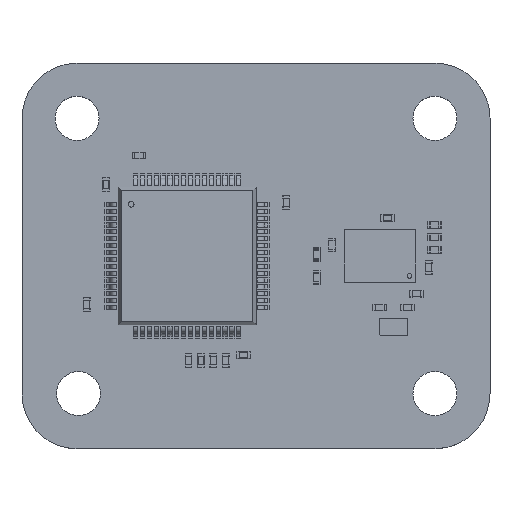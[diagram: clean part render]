
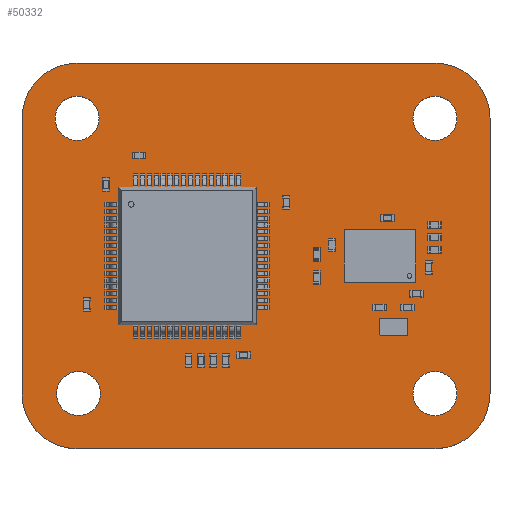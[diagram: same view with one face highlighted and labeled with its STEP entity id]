
A CAD part, top view. The second image highlights one B-rep face of the part: STEP entity #50332.
In plain terms, the highlighted planar face has unit normal (0, 0, 1).
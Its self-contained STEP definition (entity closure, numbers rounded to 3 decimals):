
#50107 = VERTEX_POINT('',#50108);
#50108 = CARTESIAN_POINT('',(161.5,-75.25,1.651));
#50114 = EDGE_CURVE('',#50107,#50115,#50117,.T.);
#50115 = VERTEX_POINT('',#50116);
#50116 = CARTESIAN_POINT('',(165.498,-79.054,1.651));
#50117 = CIRCLE('',#50118,3.998);
#50118 = AXIS2_PLACEMENT_3D('',#50119,#50120,#50121);
#50119 = CARTESIAN_POINT('',(161.504,-79.248,1.651));
#50120 = DIRECTION('',(0.,0.,-1.));
#50121 = DIRECTION('',(-0.001,1.,0.));
#50149 = VERTEX_POINT('',#50150);
#50150 = CARTESIAN_POINT('',(135.5,-75.25,1.651));
#50156 = EDGE_CURVE('',#50149,#50107,#50157,.T.);
#50157 = LINE('',#50158,#50159);
#50158 = CARTESIAN_POINT('',(135.5,-75.25,1.651));
#50159 = VECTOR('',#50160,1.);
#50160 = DIRECTION('',(1.,0.,0.));
#50178 = EDGE_CURVE('',#50115,#50179,#50181,.T.);
#50179 = VERTEX_POINT('',#50180);
#50180 = CARTESIAN_POINT('',(165.5,-79.25,1.651));
#50181 = LINE('',#50182,#50183);
#50182 = CARTESIAN_POINT('',(165.498,-79.054,1.651));
#50183 = VECTOR('',#50184,1.);
#50184 = DIRECTION('',(0.012,-1.,0.));
#50332 = ADVANCED_FACE('',(#50333,#50411,#50422,#50433,#50444),#50455,
  .T.);
#50333 = FACE_BOUND('',#50334,.T.);
#50334 = EDGE_LOOP('',(#50335,#50336,#50337,#50345,#50354,#50362,#50370,
    #50379,#50387,#50395,#50404,#50410));
#50335 = ORIENTED_EDGE('',*,*,#50114,.F.);
#50336 = ORIENTED_EDGE('',*,*,#50156,.F.);
#50337 = ORIENTED_EDGE('',*,*,#50338,.F.);
#50338 = EDGE_CURVE('',#50339,#50149,#50341,.T.);
#50339 = VERTEX_POINT('',#50340);
#50340 = CARTESIAN_POINT('',(135.304,-75.252,1.651));
#50341 = LINE('',#50342,#50343);
#50342 = CARTESIAN_POINT('',(135.304,-75.252,1.651));
#50343 = VECTOR('',#50344,1.);
#50344 = DIRECTION('',(1.,0.012,0.));
#50345 = ORIENTED_EDGE('',*,*,#50346,.F.);
#50346 = EDGE_CURVE('',#50347,#50339,#50349,.T.);
#50347 = VERTEX_POINT('',#50348);
#50348 = CARTESIAN_POINT('',(131.5,-79.25,1.651));
#50349 = CIRCLE('',#50350,3.998);
#50350 = AXIS2_PLACEMENT_3D('',#50351,#50352,#50353);
#50351 = CARTESIAN_POINT('',(135.498,-79.246,1.651));
#50352 = DIRECTION('',(0.,0.,-1.));
#50353 = DIRECTION('',(-1.,-0.001,-0.));
#50354 = ORIENTED_EDGE('',*,*,#50355,.F.);
#50355 = EDGE_CURVE('',#50356,#50347,#50358,.T.);
#50356 = VERTEX_POINT('',#50357);
#50357 = CARTESIAN_POINT('',(131.5,-99.25,1.651));
#50358 = LINE('',#50359,#50360);
#50359 = CARTESIAN_POINT('',(131.5,-99.25,1.651));
#50360 = VECTOR('',#50361,1.);
#50361 = DIRECTION('',(0.,1.,0.));
#50362 = ORIENTED_EDGE('',*,*,#50363,.F.);
#50363 = EDGE_CURVE('',#50364,#50356,#50366,.T.);
#50364 = VERTEX_POINT('',#50365);
#50365 = CARTESIAN_POINT('',(131.502,-99.446,1.651));
#50366 = LINE('',#50367,#50368);
#50367 = CARTESIAN_POINT('',(131.502,-99.446,1.651));
#50368 = VECTOR('',#50369,1.);
#50369 = DIRECTION('',(-0.012,1.,0.));
#50370 = ORIENTED_EDGE('',*,*,#50371,.F.);
#50371 = EDGE_CURVE('',#50372,#50364,#50374,.T.);
#50372 = VERTEX_POINT('',#50373);
#50373 = CARTESIAN_POINT('',(135.5,-103.25,1.651));
#50374 = CIRCLE('',#50375,3.998);
#50375 = AXIS2_PLACEMENT_3D('',#50376,#50377,#50378);
#50376 = CARTESIAN_POINT('',(135.496,-99.252,1.651));
#50377 = DIRECTION('',(0.,0.,-1.));
#50378 = DIRECTION('',(0.001,-1.,0.));
#50379 = ORIENTED_EDGE('',*,*,#50380,.F.);
#50380 = EDGE_CURVE('',#50381,#50372,#50383,.T.);
#50381 = VERTEX_POINT('',#50382);
#50382 = CARTESIAN_POINT('',(161.5,-103.25,1.651));
#50383 = LINE('',#50384,#50385);
#50384 = CARTESIAN_POINT('',(161.5,-103.25,1.651));
#50385 = VECTOR('',#50386,1.);
#50386 = DIRECTION('',(-1.,0.,0.));
#50387 = ORIENTED_EDGE('',*,*,#50388,.F.);
#50388 = EDGE_CURVE('',#50389,#50381,#50391,.T.);
#50389 = VERTEX_POINT('',#50390);
#50390 = CARTESIAN_POINT('',(161.696,-103.248,1.651));
#50391 = LINE('',#50392,#50393);
#50392 = CARTESIAN_POINT('',(161.696,-103.248,1.651));
#50393 = VECTOR('',#50394,1.);
#50394 = DIRECTION('',(-1.,-0.012,0.));
#50395 = ORIENTED_EDGE('',*,*,#50396,.F.);
#50396 = EDGE_CURVE('',#50397,#50389,#50399,.T.);
#50397 = VERTEX_POINT('',#50398);
#50398 = CARTESIAN_POINT('',(165.5,-99.25,1.651));
#50399 = CIRCLE('',#50400,3.998);
#50400 = AXIS2_PLACEMENT_3D('',#50401,#50402,#50403);
#50401 = CARTESIAN_POINT('',(161.502,-99.254,1.651));
#50402 = DIRECTION('',(0.,0.,-1.));
#50403 = DIRECTION('',(1.,0.001,0.));
#50404 = ORIENTED_EDGE('',*,*,#50405,.F.);
#50405 = EDGE_CURVE('',#50179,#50397,#50406,.T.);
#50406 = LINE('',#50407,#50408);
#50407 = CARTESIAN_POINT('',(165.5,-79.25,1.651));
#50408 = VECTOR('',#50409,1.);
#50409 = DIRECTION('',(0.,-1.,0.));
#50410 = ORIENTED_EDGE('',*,*,#50178,.F.);
#50411 = FACE_BOUND('',#50412,.T.);
#50412 = EDGE_LOOP('',(#50413));
#50413 = ORIENTED_EDGE('',*,*,#50414,.T.);
#50414 = EDGE_CURVE('',#50415,#50415,#50417,.T.);
#50415 = VERTEX_POINT('',#50416);
#50416 = CARTESIAN_POINT('',(135.6,-100.85,1.651));
#50417 = CIRCLE('',#50418,1.6);
#50418 = AXIS2_PLACEMENT_3D('',#50419,#50420,#50421);
#50419 = CARTESIAN_POINT('',(135.6,-99.25,1.651));
#50420 = DIRECTION('',(-0.,0.,-1.));
#50421 = DIRECTION('',(-0.,-1.,0.));
#50422 = FACE_BOUND('',#50423,.T.);
#50423 = EDGE_LOOP('',(#50424));
#50424 = ORIENTED_EDGE('',*,*,#50425,.T.);
#50425 = EDGE_CURVE('',#50426,#50426,#50428,.T.);
#50426 = VERTEX_POINT('',#50427);
#50427 = CARTESIAN_POINT('',(161.5,-100.85,1.651));
#50428 = CIRCLE('',#50429,1.6);
#50429 = AXIS2_PLACEMENT_3D('',#50430,#50431,#50432);
#50430 = CARTESIAN_POINT('',(161.5,-99.25,1.651));
#50431 = DIRECTION('',(-0.,0.,-1.));
#50432 = DIRECTION('',(-0.,-1.,0.));
#50433 = FACE_BOUND('',#50434,.T.);
#50434 = EDGE_LOOP('',(#50435));
#50435 = ORIENTED_EDGE('',*,*,#50436,.T.);
#50436 = EDGE_CURVE('',#50437,#50437,#50439,.T.);
#50437 = VERTEX_POINT('',#50438);
#50438 = CARTESIAN_POINT('',(135.5,-80.85,1.651));
#50439 = CIRCLE('',#50440,1.6);
#50440 = AXIS2_PLACEMENT_3D('',#50441,#50442,#50443);
#50441 = CARTESIAN_POINT('',(135.5,-79.25,1.651));
#50442 = DIRECTION('',(-0.,0.,-1.));
#50443 = DIRECTION('',(-0.,-1.,0.));
#50444 = FACE_BOUND('',#50445,.T.);
#50445 = EDGE_LOOP('',(#50446));
#50446 = ORIENTED_EDGE('',*,*,#50447,.T.);
#50447 = EDGE_CURVE('',#50448,#50448,#50450,.T.);
#50448 = VERTEX_POINT('',#50449);
#50449 = CARTESIAN_POINT('',(161.5,-80.85,1.651));
#50450 = CIRCLE('',#50451,1.6);
#50451 = AXIS2_PLACEMENT_3D('',#50452,#50453,#50454);
#50452 = CARTESIAN_POINT('',(161.5,-79.25,1.651));
#50453 = DIRECTION('',(-0.,0.,-1.));
#50454 = DIRECTION('',(-0.,-1.,0.));
#50455 = PLANE('',#50456);
#50456 = AXIS2_PLACEMENT_3D('',#50457,#50458,#50459);
#50457 = CARTESIAN_POINT('',(0.,0.,1.651));
#50458 = DIRECTION('',(0.,0.,1.));
#50459 = DIRECTION('',(1.,0.,-0.));
